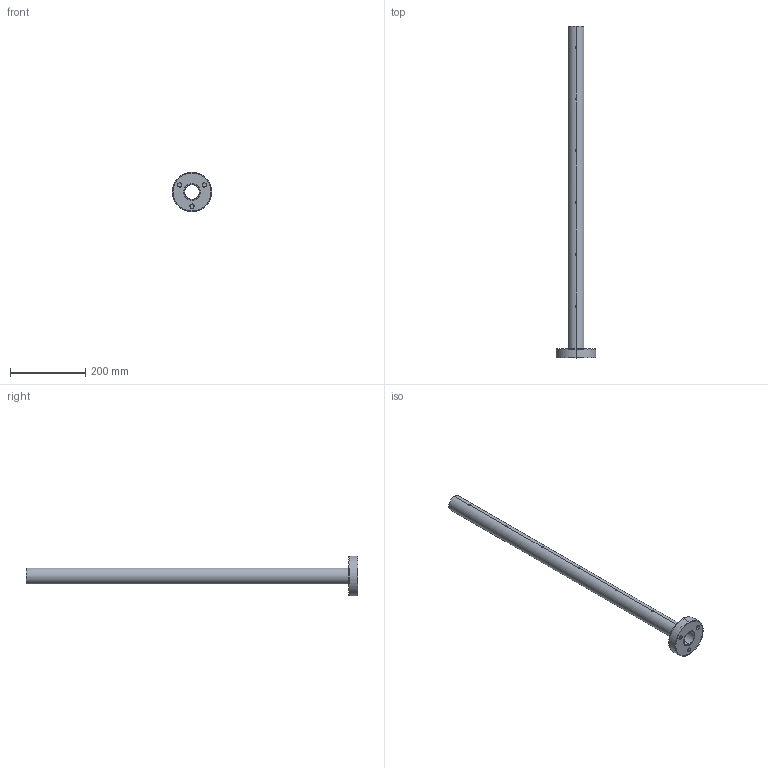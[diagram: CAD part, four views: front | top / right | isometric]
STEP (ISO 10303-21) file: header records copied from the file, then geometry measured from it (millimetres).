
FILE_DESCRIPTION (( 'STEP AP203' ), '1' );
FILE_NAME ('40512-240.step', '2019-08-20T11:18:45', ( '' ), ( '' ), 'SwSTEP 2.0', 'SolidWorks 2015', '' );
FILE_SCHEMA (( 'CONFIG_CONTROL_DESIGN' ));
Length unit declared in the file: millimetre
Products named in the file (4): 50152-240_50152-240; 40512-240; 405XX-240 Teil1_40512-240 Teil1; 54106-240_54106-240
Assembly tree (3 placements, depth 2):
  40512-240
    405XX-240 Teil1_40512-240 Teil1
    54106-240_54106-240
    50152-240_50152-240
Bounding box: 105 x 880 x 105 mm (x, y, z)
Volume: 274817 mm3; surface area: 269624.1 mm2
Topology: 3 solids, 3 shells, 59 faces, 172 edges, 108 vertices
Faces by surface type: cylinder 32, cone 16, plane 7, torus 4
Entity records: 3096 total; most frequent: CARTESIAN_POINT 1125, ORIENTED_EDGE 344, DIRECTION 318, EDGE_CURVE 172, AXIS2_PLACEMENT_3D 129, VERTEX_POINT 108, EDGE_LOOP 72, CIRCLE 64
